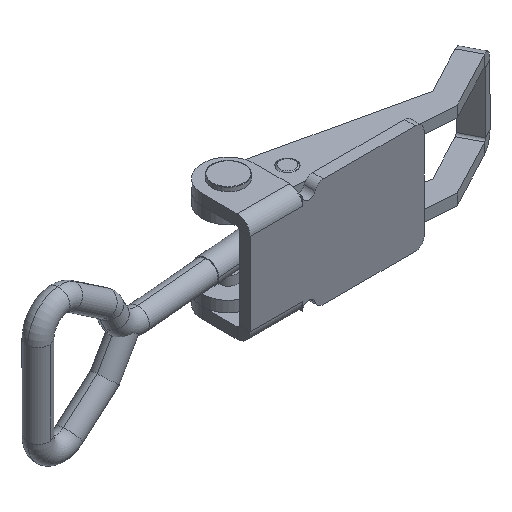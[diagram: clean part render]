
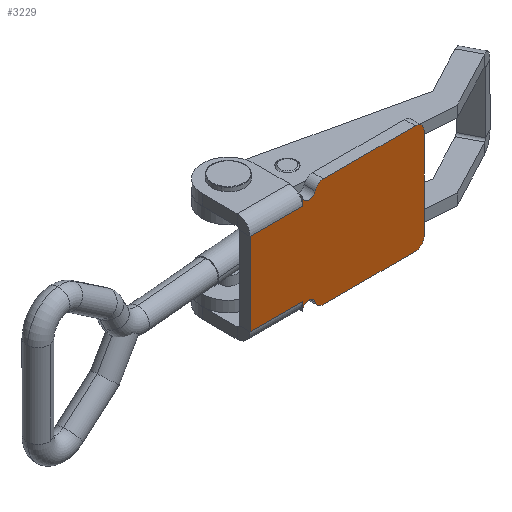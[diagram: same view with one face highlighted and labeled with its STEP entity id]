
A CAD part, isometric view. The second image highlights one B-rep face of the part: STEP entity #3229.
In plain terms, the highlighted planar face has unit normal (0, -1, 0).
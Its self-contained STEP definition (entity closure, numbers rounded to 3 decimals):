
#10 = CARTESIAN_POINT ( 'NONE',  ( 38., -2.5, -23. ) ) ;
#30 = VERTEX_POINT ( 'NONE', #1405 ) ;
#37 = AXIS2_PLACEMENT_3D ( 'NONE', #727, #808, #912 ) ;
#61 = EDGE_LOOP ( 'NONE', ( #793, #3933, #1293, #1448, #2391, #95, #3851, #591, #2743, #3389, #1131, #3303, #918, #2013, #417 ) ) ;
#71 = DIRECTION ( 'NONE',  ( 1., 0., 0. ) ) ;
#95 = ORIENTED_EDGE ( 'NONE', *, *, #839, .F. ) ;
#160 = VERTEX_POINT ( 'NONE', #526 ) ;
#209 = DIRECTION ( 'NONE',  ( 0., 1., 0. ) ) ;
#265 = VECTOR ( 'NONE', #4087, 1000. ) ;
#267 = CARTESIAN_POINT ( 'NONE',  ( 0., -2.5, -3. ) ) ;
#334 = CIRCLE ( 'NONE', #651, 2. ) ;
#356 = DIRECTION ( 'NONE',  ( 0., 0., 1. ) ) ;
#368 = DIRECTION ( 'NONE',  ( 0., 1., 0. ) ) ;
#372 = CARTESIAN_POINT ( 'NONE',  ( 38., -2.5, -2. ) ) ;
#377 = LINE ( 'NONE', #3711, #265 ) ;
#396 = CARTESIAN_POINT ( 'NONE',  ( 16.854, -2.5, -23. ) ) ;
#401 = CARTESIAN_POINT ( 'NONE',  ( 40., -2.5, -2. ) ) ;
#417 = ORIENTED_EDGE ( 'NONE', *, *, #3490, .F. ) ;
#455 = EDGE_CURVE ( 'NONE', #665, #2136, #3597, .T. ) ;
#526 = CARTESIAN_POINT ( 'NONE',  ( 16.854, -2.5, -25. ) ) ;
#573 = CARTESIAN_POINT ( 'NONE',  ( 16.854, -2.5, -25. ) ) ;
#582 = CIRCLE ( 'NONE', #2601, 2. ) ;
#591 = ORIENTED_EDGE ( 'NONE', *, *, #455, .F. ) ;
#651 = AXIS2_PLACEMENT_3D ( 'NONE', #822, #209, #1155 ) ;
#665 = VERTEX_POINT ( 'NONE', #3524 ) ;
#694 = CARTESIAN_POINT ( 'NONE',  ( 16.854, -2.5, 0. ) ) ;
#708 = EDGE_CURVE ( 'NONE', #3027, #160, #2080, .T. ) ;
#727 = CARTESIAN_POINT ( 'NONE',  ( 13.5, -2.5, -24. ) ) ;
#747 = CARTESIAN_POINT ( 'NONE',  ( 13.5, -2.5, -24. ) ) ;
#793 = ORIENTED_EDGE ( 'NONE', *, *, #1614, .F. ) ;
#808 = DIRECTION ( 'NONE',  ( 0., -1., 0. ) ) ;
#817 = CARTESIAN_POINT ( 'NONE',  ( 12., -2.5, -3. ) ) ;
#822 = CARTESIAN_POINT ( 'NONE',  ( 16.854, -2.5, -2. ) ) ;
#839 = EDGE_CURVE ( 'NONE', #2196, #3797, #3313, .T. ) ;
#851 = EDGE_CURVE ( 'NONE', #889, #1605, #4095, .T. ) ;
#857 = CARTESIAN_POINT ( 'NONE',  ( 14.937, -2.5, -1.429 ) ) ;
#870 = EDGE_CURVE ( 'NONE', #1837, #3060, #1484, .T. ) ;
#889 = VERTEX_POINT ( 'NONE', #3208 ) ;
#912 = DIRECTION ( 'NONE',  ( 0., 0., 1. ) ) ;
#918 = ORIENTED_EDGE ( 'NONE', *, *, #1830, .F. ) ;
#974 = CARTESIAN_POINT ( 'NONE',  ( 0., -2.5, -3. ) ) ;
#1055 = VECTOR ( 'NONE', #2306, 1000. ) ;
#1077 = DIRECTION ( 'NONE',  ( 1., 0., 0. ) ) ;
#1092 = FACE_OUTER_BOUND ( 'NONE', #61, .T. ) ;
#1102 = EDGE_CURVE ( 'NONE', #1747, #30, #3500, .T. ) ;
#1131 = ORIENTED_EDGE ( 'NONE', *, *, #3228, .F. ) ;
#1155 = DIRECTION ( 'NONE',  ( 0., 0., 1. ) ) ;
#1168 = CARTESIAN_POINT ( 'NONE',  ( 16.854, -2.5, -23. ) ) ;
#1293 = ORIENTED_EDGE ( 'NONE', *, *, #2342, .F. ) ;
#1327 = DIRECTION ( 'NONE',  ( 0., 0., 1. ) ) ;
#1358 = AXIS2_PLACEMENT_3D ( 'NONE', #1168, #2141, #2803 ) ;
#1395 = VECTOR ( 'NONE', #2681, 1000. ) ;
#1405 = CARTESIAN_POINT ( 'NONE',  ( 12., -2.5, -24. ) ) ;
#1448 = ORIENTED_EDGE ( 'NONE', *, *, #851, .F. ) ;
#1465 = EDGE_CURVE ( 'NONE', #2821, #2502, #2232, .T. ) ;
#1484 = LINE ( 'NONE', #267, #3918 ) ;
#1573 = EDGE_CURVE ( 'NONE', #2136, #2196, #334, .T. ) ;
#1605 = VERTEX_POINT ( 'NONE', #4072 ) ;
#1614 = EDGE_CURVE ( 'NONE', #160, #3151, #2683, .T. ) ;
#1667 = DIRECTION ( 'NONE',  ( 0., -1., 0. ) ) ;
#1686 = CIRCLE ( 'NONE', #2642, 2. ) ;
#1747 = VERTEX_POINT ( 'NONE', #3245 ) ;
#1779 = LINE ( 'NONE', #2310, #1055 ) ;
#1830 = EDGE_CURVE ( 'NONE', #30, #2821, #1779, .T. ) ;
#1837 = VERTEX_POINT ( 'NONE', #2300 ) ;
#2000 = DIRECTION ( 'NONE',  ( 0., 0., -1. ) ) ;
#2013 = ORIENTED_EDGE ( 'NONE', *, *, #1102, .F. ) ;
#2023 = VECTOR ( 'NONE', #3438, 1000. ) ;
#2080 = LINE ( 'NONE', #573, #2948 ) ;
#2136 = VERTEX_POINT ( 'NONE', #857 ) ;
#2141 = DIRECTION ( 'NONE',  ( 0., 1., 0. ) ) ;
#2157 = DIRECTION ( 'NONE',  ( -1., 0., 0. ) ) ;
#2196 = VERTEX_POINT ( 'NONE', #694 ) ;
#2220 = EDGE_CURVE ( 'NONE', #3797, #889, #582, .T. ) ;
#2232 = LINE ( 'NONE', #2736, #1395 ) ;
#2266 = CIRCLE ( 'NONE', #3484, 1.5 ) ;
#2300 = CARTESIAN_POINT ( 'NONE',  ( 0., -2.5, -3. ) ) ;
#2306 = DIRECTION ( 'NONE',  ( 0., 0., 1. ) ) ;
#2310 = CARTESIAN_POINT ( 'NONE',  ( 12., -2.5, -22. ) ) ;
#2322 = DIRECTION ( 'NONE',  ( 0., 0., 1. ) ) ;
#2342 = EDGE_CURVE ( 'NONE', #1605, #3027, #1686, .T. ) ;
#2353 = PLANE ( 'NONE',  #3803 ) ;
#2358 = DIRECTION ( 'NONE',  ( 0., 0., 1. ) ) ;
#2391 = ORIENTED_EDGE ( 'NONE', *, *, #2220, .F. ) ;
#2502 = VERTEX_POINT ( 'NONE', #3401 ) ;
#2510 = DIRECTION ( 'NONE',  ( 0., 0., -1. ) ) ;
#2522 = VECTOR ( 'NONE', #71, 1000. ) ;
#2523 = CARTESIAN_POINT ( 'NONE',  ( 14.937, -2.5, -23.571 ) ) ;
#2581 = CARTESIAN_POINT ( 'NONE',  ( 12., -2.5, -22. ) ) ;
#2601 = AXIS2_PLACEMENT_3D ( 'NONE', #372, #368, #356 ) ;
#2642 = AXIS2_PLACEMENT_3D ( 'NONE', #10, #3230, #2510 ) ;
#2681 = DIRECTION ( 'NONE',  ( -1., 0., 0. ) ) ;
#2683 = CIRCLE ( 'NONE', #1358, 2. ) ;
#2736 = CARTESIAN_POINT ( 'NONE',  ( 0., -2.5, -22. ) ) ;
#2743 = ORIENTED_EDGE ( 'NONE', *, *, #3857, .F. ) ;
#2766 = DIRECTION ( 'NONE',  ( 0., -1., 0. ) ) ;
#2803 = DIRECTION ( 'NONE',  ( 0., 0., 1. ) ) ;
#2821 = VERTEX_POINT ( 'NONE', #2581 ) ;
#2914 = AXIS2_PLACEMENT_3D ( 'NONE', #3543, #2766, #2322 ) ;
#2948 = VECTOR ( 'NONE', #2157, 1000. ) ;
#3027 = VERTEX_POINT ( 'NONE', #3193 ) ;
#3060 = VERTEX_POINT ( 'NONE', #817 ) ;
#3151 = VERTEX_POINT ( 'NONE', #2523 ) ;
#3193 = CARTESIAN_POINT ( 'NONE',  ( 38., -2.5, -25. ) ) ;
#3208 = CARTESIAN_POINT ( 'NONE',  ( 40., -2.5, -2. ) ) ;
#3228 = EDGE_CURVE ( 'NONE', #2502, #1837, #3635, .T. ) ;
#3229 = ADVANCED_FACE ( 'NONE', ( #1092 ), #2353, .F. ) ;
#3230 = DIRECTION ( 'NONE',  ( 0., 1., 0. ) ) ;
#3245 = CARTESIAN_POINT ( 'NONE',  ( 13.5, -2.5, -22.5 ) ) ;
#3303 = ORIENTED_EDGE ( 'NONE', *, *, #1465, .F. ) ;
#3313 = LINE ( 'NONE', #3904, #2522 ) ;
#3324 = DIRECTION ( 'NONE',  ( 0., 1., 0. ) ) ;
#3389 = ORIENTED_EDGE ( 'NONE', *, *, #870, .F. ) ;
#3401 = CARTESIAN_POINT ( 'NONE',  ( 0., -2.5, -22. ) ) ;
#3438 = DIRECTION ( 'NONE',  ( 0., 0., 1. ) ) ;
#3484 = AXIS2_PLACEMENT_3D ( 'NONE', #747, #1667, #2358 ) ;
#3490 = EDGE_CURVE ( 'NONE', #3151, #1747, #2266, .T. ) ;
#3500 = CIRCLE ( 'NONE', #37, 1.5 ) ;
#3524 = CARTESIAN_POINT ( 'NONE',  ( 12., -2.5, -1. ) ) ;
#3543 = CARTESIAN_POINT ( 'NONE',  ( 13.5, -2.5, -1. ) ) ;
#3597 = CIRCLE ( 'NONE', #2914, 1.5 ) ;
#3635 = LINE ( 'NONE', #974, #2023 ) ;
#3711 = CARTESIAN_POINT ( 'NONE',  ( 12., -2.5, -3. ) ) ;
#3797 = VERTEX_POINT ( 'NONE', #3867 ) ;
#3803 = AXIS2_PLACEMENT_3D ( 'NONE', #396, #3324, #1327 ) ;
#3851 = ORIENTED_EDGE ( 'NONE', *, *, #1573, .F. ) ;
#3857 = EDGE_CURVE ( 'NONE', #3060, #665, #377, .T. ) ;
#3867 = CARTESIAN_POINT ( 'NONE',  ( 38., -2.5, 0. ) ) ;
#3904 = CARTESIAN_POINT ( 'NONE',  ( 16.854, -2.5, 0. ) ) ;
#3918 = VECTOR ( 'NONE', #1077, 1000. ) ;
#3933 = ORIENTED_EDGE ( 'NONE', *, *, #708, .F. ) ;
#3999 = VECTOR ( 'NONE', #2000, 1000. ) ;
#4072 = CARTESIAN_POINT ( 'NONE',  ( 40., -2.5, -23. ) ) ;
#4087 = DIRECTION ( 'NONE',  ( 0., 0., 1. ) ) ;
#4095 = LINE ( 'NONE', #401, #3999 ) ;
